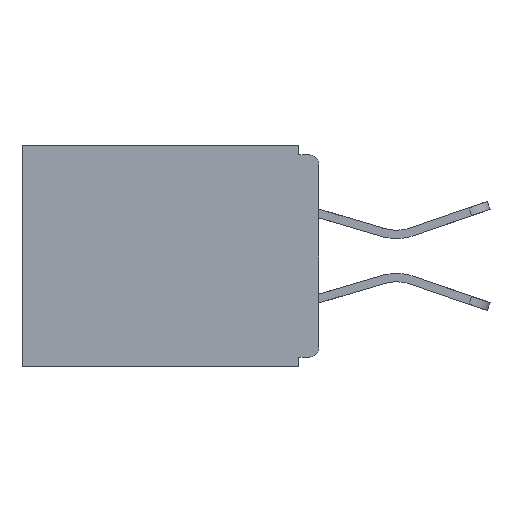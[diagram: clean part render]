
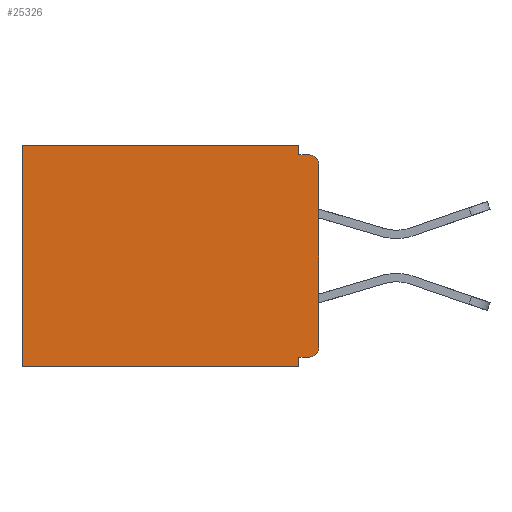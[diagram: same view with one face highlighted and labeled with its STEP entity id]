
A CAD part, left-side view. The second image highlights one B-rep face of the part: STEP entity #25326.
In plain terms, the highlighted planar face has unit normal (-1, 0, 0).
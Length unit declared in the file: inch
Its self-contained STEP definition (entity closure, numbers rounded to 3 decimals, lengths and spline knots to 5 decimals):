
#30460 = DIRECTION ( 'NONE',  ( 0., -1., 0. ) ) ;
#516 = CARTESIAN_POINT ( 'NONE',  ( 0.298, 0.015, -0.328 ) ) ;
#1263 = CARTESIAN_POINT ( 'NONE',  ( 0.298, 0.46, -0.343 ) ) ;
#1469 = VECTOR ( 'NONE', #22504, 39.37008 ) ;
#1692 = CARTESIAN_POINT ( 'NONE',  ( 0.298, 0., -0.03 ) ) ;
#2204 = CARTESIAN_POINT ( 'NONE',  ( 0.298, 0.031, 0. ) ) ;
#2227 = EDGE_CURVE ( 'NONE', #15642, #24532, #12152, .T. ) ;
#2883 = CIRCLE ( 'NONE', #19741, 0.015 ) ;
#3132 = VERTEX_POINT ( 'NONE', #27815 ) ;
#3333 = LINE ( 'NONE', #16331, #16199 ) ;
#3444 = ORIENTED_EDGE ( 'NONE', *, *, #8776, .T. ) ;
#3685 = DIRECTION ( 'NONE',  ( 0., 0., -1. ) ) ;
#3741 = ORIENTED_EDGE ( 'NONE', *, *, #11552, .T. ) ;
#3979 = CARTESIAN_POINT ( 'NONE',  ( 0.298, 0.46, 0. ) ) ;
#5211 = DIRECTION ( 'NONE',  ( 0., 0., -1. ) ) ;
#5580 = VERTEX_POINT ( 'NONE', #11728 ) ;
#5943 = EDGE_CURVE ( 'NONE', #16656, #11253, #8027, .T. ) ;
#7671 = VECTOR ( 'NONE', #10704, 39.37008 ) ;
#8027 = LINE ( 'NONE', #15445, #16362 ) ;
#8145 = LINE ( 'NONE', #20220, #1469 ) ;
#8541 = ORIENTED_EDGE ( 'NONE', *, *, #10300, .T. ) ;
#8557 = EDGE_CURVE ( 'NONE', #21178, #15642, #8145, .T. ) ;
#8776 = EDGE_CURVE ( 'NONE', #21178, #12588, #3333, .T. ) ;
#9079 = ORIENTED_EDGE ( 'NONE', *, *, #29205, .T. ) ;
#9724 = VERTEX_POINT ( 'NONE', #1263 ) ;
#9895 = CARTESIAN_POINT ( 'NONE',  ( 0.298, 0., 0. ) ) ;
#10296 = PLANE ( 'NONE',  #26564 ) ;
#10300 = EDGE_CURVE ( 'NONE', #19928, #11253, #2883, .T. ) ;
#10704 = DIRECTION ( 'NONE',  ( 0., 0., -1. ) ) ;
#11253 = VERTEX_POINT ( 'NONE', #23086 ) ;
#11552 = EDGE_CURVE ( 'NONE', #12588, #9724, #28888, .T. ) ;
#11607 = ORIENTED_EDGE ( 'NONE', *, *, #5943, .F. ) ;
#11715 = CARTESIAN_POINT ( 'NONE',  ( 0.298, 0., -0.015 ) ) ;
#11728 = CARTESIAN_POINT ( 'NONE',  ( 0.298, 0.031, -0.343 ) ) ;
#12113 = VECTOR ( 'NONE', #30460, 39.37008 ) ;
#12152 = LINE ( 'NONE', #11715, #12113 ) ;
#12392 = ORIENTED_EDGE ( 'NONE', *, *, #17491, .F. ) ;
#12588 = VERTEX_POINT ( 'NONE', #26443 ) ;
#13892 = LINE ( 'NONE', #17409, #7671 ) ;
#15302 = EDGE_CURVE ( 'NONE', #19928, #3132, #19774, .T. ) ;
#15445 = CARTESIAN_POINT ( 'NONE',  ( 0.298, 0., 0. ) ) ;
#15642 = VERTEX_POINT ( 'NONE', #22204 ) ;
#16022 = LINE ( 'NONE', #28924, #19693 ) ;
#16199 = VECTOR ( 'NONE', #26145, 39.37008 ) ;
#16331 = CARTESIAN_POINT ( 'NONE',  ( 0.298, 0., 0. ) ) ;
#16362 = VECTOR ( 'NONE', #17621, 39.37008 ) ;
#16656 = VERTEX_POINT ( 'NONE', #1692 ) ;
#16965 = DIRECTION ( 'NONE',  ( 0., 0., -1. ) ) ;
#17197 = DIRECTION ( 'NONE',  ( 0., 1., 0. ) ) ;
#17409 = CARTESIAN_POINT ( 'NONE',  ( 0.298, 0.031, -0.343 ) ) ;
#17491 = EDGE_CURVE ( 'NONE', #5580, #9724, #16022, .T. ) ;
#17621 = DIRECTION ( 'NONE',  ( 0., 0., -1. ) ) ;
#18619 = ORIENTED_EDGE ( 'NONE', *, *, #2227, .F. ) ;
#19357 = VECTOR ( 'NONE', #3685, 39.37008 ) ;
#19471 = ORIENTED_EDGE ( 'NONE', *, *, #20263, .F. ) ;
#19693 = VECTOR ( 'NONE', #24409, 39.37008 ) ;
#19741 = AXIS2_PLACEMENT_3D ( 'NONE', #28465, #28559, #5211 ) ;
#19774 = LINE ( 'NONE', #26525, #26747 ) ;
#19928 = VERTEX_POINT ( 'NONE', #516 ) ;
#20220 = CARTESIAN_POINT ( 'NONE',  ( 0.298, 0.031, -0.343 ) ) ;
#20263 = EDGE_CURVE ( 'NONE', #3132, #5580, #13892, .T. ) ;
#20496 = ORIENTED_EDGE ( 'NONE', *, *, #8557, .F. ) ;
#21178 = VERTEX_POINT ( 'NONE', #2204 ) ;
#21900 = DIRECTION ( 'NONE',  ( 1., 0., 0. ) ) ;
#22204 = CARTESIAN_POINT ( 'NONE',  ( 0.298, 0.031, -0.015 ) ) ;
#22504 = DIRECTION ( 'NONE',  ( 0., 0., -1. ) ) ;
#23086 = CARTESIAN_POINT ( 'NONE',  ( 0.298, 0., -0.313 ) ) ;
#24409 = DIRECTION ( 'NONE',  ( 0., 1., 0. ) ) ;
#24445 = FACE_OUTER_BOUND ( 'NONE', #28244, .T. ) ;
#24532 = VERTEX_POINT ( 'NONE', #29885 ) ;
#24738 = ORIENTED_EDGE ( 'NONE', *, *, #15302, .F. ) ;
#25052 = DIRECTION ( 'NONE',  ( -1., 0., 0. ) ) ;
#25326 = ADVANCED_FACE ( 'NONE', ( #24445 ), #10296, .F. ) ;
#26145 = DIRECTION ( 'NONE',  ( 0., 1., 0. ) ) ;
#26443 = CARTESIAN_POINT ( 'NONE',  ( 0.298, 0.46, 0. ) ) ;
#26525 = CARTESIAN_POINT ( 'NONE',  ( 0.298, 0., -0.328 ) ) ;
#26564 = AXIS2_PLACEMENT_3D ( 'NONE', #9895, #21900, #16965 ) ;
#26747 = VECTOR ( 'NONE', #17197, 39.37008 ) ;
#27295 = CARTESIAN_POINT ( 'NONE',  ( 0.298, 0.015, -0.03 ) ) ;
#27815 = CARTESIAN_POINT ( 'NONE',  ( 0.298, 0.031, -0.328 ) ) ;
#27897 = CIRCLE ( 'NONE', #27997, 0.015 ) ;
#27997 = AXIS2_PLACEMENT_3D ( 'NONE', #27295, #25052, #28186 ) ;
#28186 = DIRECTION ( 'NONE',  ( 0., 0., -1. ) ) ;
#28244 = EDGE_LOOP ( 'NONE', ( #9079, #18619, #20496, #3444, #3741, #12392, #19471, #24738, #8541, #11607 ) ) ;
#28465 = CARTESIAN_POINT ( 'NONE',  ( 0.298, 0.015, -0.313 ) ) ;
#28559 = DIRECTION ( 'NONE',  ( -1., 0., 0. ) ) ;
#28888 = LINE ( 'NONE', #3979, #19357 ) ;
#28924 = CARTESIAN_POINT ( 'NONE',  ( 0.298, 0., -0.343 ) ) ;
#29205 = EDGE_CURVE ( 'NONE', #16656, #24532, #27897, .T. ) ;
#29885 = CARTESIAN_POINT ( 'NONE',  ( 0.298, 0.015, -0.015 ) ) ;
